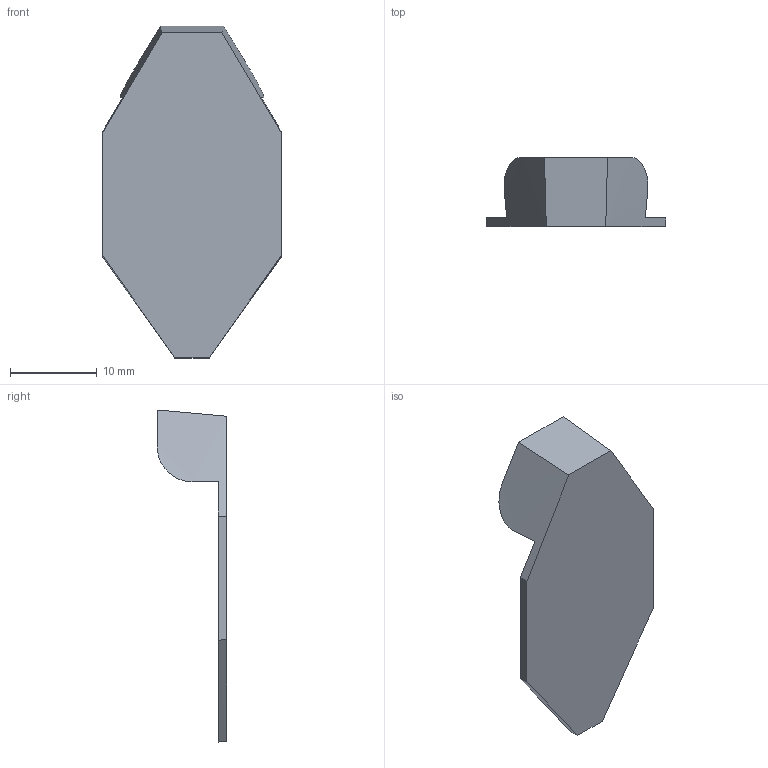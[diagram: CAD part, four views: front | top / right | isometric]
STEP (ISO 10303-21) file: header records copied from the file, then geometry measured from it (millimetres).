
FILE_DESCRIPTION(('FreeCAD Model'),'2;1');
FILE_NAME('Back Post.step', '2020-05-10T13:17:49',('Author'),(''), 'Open CASCADE STEP processor 7.3','FreeCAD','Unknown');
FILE_SCHEMA(('AUTOMOTIVE_DESIGN { 1 0 10303 214 1 1 1 1 }'));
Length unit declared in the file: millimetre
Products named in the file (1): Back_Post
Bounding box: 20.71 x 8 x 38.3 mm (x, y, z)
Volume: 1204.6 mm3; surface area: 1564.2 mm2
Topology: 1 solids, 1 shells, 13 faces, 33 edges, 22 vertices
Faces by surface type: bspline 8, plane 4, cylinder 1
Entity records: 977 total; most frequent: CARTESIAN_POINT 415, ORIENTED_EDGE 66, PCURVE 66, DEFINITIONAL_REPRESENTATION 66, B_SPLINE_CURVE_WITH_KNOTS 58, DIRECTION 53, LINE 41, VECTOR 41
